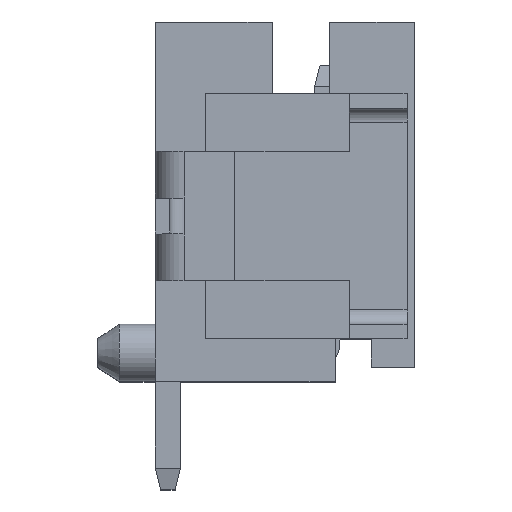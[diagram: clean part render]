
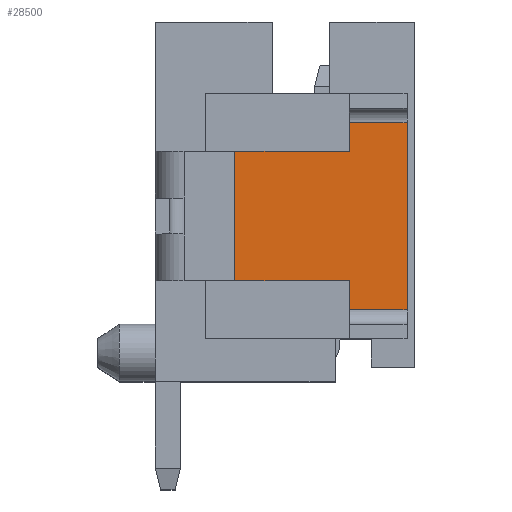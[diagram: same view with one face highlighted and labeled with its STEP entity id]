
A CAD part, top view. The second image highlights one B-rep face of the part: STEP entity #28500.
In plain terms, the highlighted planar face has unit normal (0, 0, 1).
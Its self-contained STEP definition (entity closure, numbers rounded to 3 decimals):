
#2620=CARTESIAN_POINT('',(0.283,1.27,14.15));
#2630=VERTEX_POINT('',#2620);
#2860=CARTESIAN_POINT('',(-0.417,1.27,14.15));
#2870=VERTEX_POINT('',#2860);
#2900=CARTESIAN_POINT('',(0.,1.27,14.15));
#2910=DIRECTION('',(1.,0.,0.));
#2920=VECTOR('',#2910,1.);
#2930=LINE('',#2900,#2920);
#2940=CARTESIAN_POINT('',(-0.751,1.27,14.15));
#2950=VERTEX_POINT('',#2940);
#2960=EDGE_CURVE('',#2950,#2870,#2930,.T.);
#3140=CARTESIAN_POINT('',(-0.917,1.27,14.15));
#3150=VERTEX_POINT('',#3140);
#3180=CARTESIAN_POINT('',(-1.167,1.27,14.15));
#3190=VERTEX_POINT('',#3180);
#3200=EDGE_CURVE('',#3190,#3150,#2930,.T.);
#5870=CARTESIAN_POINT('',(1.083,1.37,14.15));
#5880=VERTEX_POINT('',#5870);
#5910=CARTESIAN_POINT('',(-0.387,1.37,14.15));
#5920=DIRECTION('',(-1.,0.,0.));
#5930=VECTOR('',#5920,1.);
#5940=LINE('',#5910,#5930);
#5950=CARTESIAN_POINT('',(0.283,1.37,14.15));
#5960=VERTEX_POINT('',#5950);
#5970=EDGE_CURVE('',#5880,#5960,#5940,.T.);
#6620=CARTESIAN_POINT('',(0.283,-0.448,14.15));
#6630=DIRECTION('',(0.,-1.,0.));
#6640=VECTOR('',#6630,1.);
#6650=LINE('',#6620,#6640);
#6660=CARTESIAN_POINT('',(0.283,1.22,14.15));
#6670=VERTEX_POINT('',#6660);
#6680=EDGE_CURVE('',#2630,#6670,#6650,.T.);
#7640=CARTESIAN_POINT('',(-2.017,-0.83,14.15));
#7650=VERTEX_POINT('',#7640);
#7680=CARTESIAN_POINT('',(-0.387,-0.83,14.15));
#7690=DIRECTION('',(-1.,0.,0.));
#7700=VECTOR('',#7690,1.);
#7710=LINE('',#7680,#7700);
#7720=CARTESIAN_POINT('',(-1.417,-0.83,14.15));
#7730=VERTEX_POINT('',#7720);
#7740=EDGE_CURVE('',#7730,#7650,#7710,.T.);
#12780=CARTESIAN_POINT('',(0.283,0.,14.15));
#12790=DIRECTION('',(0.,1.,0.));
#12800=VECTOR('',#12790,1.);
#12810=LINE('',#12780,#12800);
#12820=EDGE_CURVE('',#2630,#5960,#12810,.T.);
#16440=CARTESIAN_POINT('',(-0.917,-1.13,14.15));
#16450=VERTEX_POINT('',#16440);
#16500=CARTESIAN_POINT('',(-0.917,-0.448,14.15))
;
#16510=DIRECTION('',(0.,-1.,0.));
#16520=VECTOR('',#16510,1.);
#16530=LINE('',#16500,#16520);
#16540=CARTESIAN_POINT('',(-0.917,-1.08,14.15));
#16550=VERTEX_POINT('',#16540);
#16560=EDGE_CURVE('',#16550,#16450,#16530,.T.);
#18050=CARTESIAN_POINT('',(0.283,-1.13,14.15));
#18060=VERTEX_POINT('',#18050);
#18090=CARTESIAN_POINT('',(0.283,0.,14.15));
#18100=DIRECTION('',(0.,1.,0.));
#18110=VECTOR('',#18100,1.);
#18120=LINE('',#18090,#18110);
#18130=CARTESIAN_POINT('',(0.283,-1.23,14.15));
#18140=VERTEX_POINT('',#18130);
#18150=EDGE_CURVE('',#18140,#18060,#18120,.T.);
#18540=CARTESIAN_POINT('',(-1.167,-1.13,14.15));
#18550=VERTEX_POINT('',#18540);
#18580=CARTESIAN_POINT('',(0.,-1.13,14.15));
#18590=DIRECTION('',(-1.,0.,0.));
#18600=VECTOR('',#18590,1.);
#18610=LINE('',#18580,#18600);
#18620=EDGE_CURVE('',#16450,#18550,#18610,.T.);
#18730=CARTESIAN_POINT('',(-0.751,-1.13,14.15));
#18740=VERTEX_POINT('',#18730);
#18770=CARTESIAN_POINT('',(-0.417,-1.13,14.15));
#18780=VERTEX_POINT('',#18770);
#18790=EDGE_CURVE('',#18780,#18740,#18610,.T.);
#20270=CARTESIAN_POINT('',(-2.017,1.77,14.15));
#20280=DIRECTION('',(0.,-1.,0.));
#20290=VECTOR('',#20280,1.);
#20300=LINE('',#20270,#20290);
#20310=CARTESIAN_POINT('',(-2.017,0.97,14.15));
#20320=VERTEX_POINT('',#20310);
#20330=EDGE_CURVE('',#20320,#7650,#20300,.T.);
#23010=CARTESIAN_POINT('',(-0.417,-0.448,14.15))
;
#23020=DIRECTION('',(0.,-1.,0.));
#23030=VECTOR('',#23020,1.);
#23040=LINE('',#23010,#23030);
#23050=CARTESIAN_POINT('',(-0.417,-1.08,14.15));
#23060=VERTEX_POINT('',#23050);
#23070=EDGE_CURVE('',#23060,#18780,#23040,.T.);
#26400=CARTESIAN_POINT('',(-1.417,-0.931,14.15));
#26410=VERTEX_POINT('',#26400);
#26440=CARTESIAN_POINT('',(-1.217,-0.917,14.15));
#26450=DIRECTION('',(0.,0.,-1.));
#26460=DIRECTION('',(0.,1.,0.));
#26470=AXIS2_PLACEMENT_3D('',#26440,#26450,#26460);
#26480=CIRCLE('',#26470,0.2);
#26490=CARTESIAN_POINT('',(-1.256,-1.113,14.15));
#26500=VERTEX_POINT('',#26490);
#26510=EDGE_CURVE('',#26500,#26410,#26480,.T.);
#27250=CARTESIAN_POINT('',(1.083,1.77,14.15));
#27260=DIRECTION('',(0.,0.,-1.));
#27270=DIRECTION('',(1.,0.,0.));
#27280=AXIS2_PLACEMENT_3D('',#27250,#27260,#27270);
#27290=PLANE('',#27280);
#27300=CARTESIAN_POINT('',(-1.417,-0.448,14.15));
#27310=DIRECTION('',(0.,1.,0.));
#27320=VECTOR('',#27310,1.);
#27330=LINE('',#27300,#27320);
#27340=CARTESIAN_POINT('',(-1.417,0.97,14.15));
#27350=VERTEX_POINT('',#27340);
#27360=CARTESIAN_POINT('',(-1.417,1.07,14.15));
#27370=VERTEX_POINT('',#27360);
#27380=EDGE_CURVE('',#27350,#27370,#27330,.T.);
#27390=ORIENTED_EDGE('',*,*,#27380,.F.);
#27400=CARTESIAN_POINT('',(-1.217,1.056,14.15));
#27410=DIRECTION('',(0.,0.,1.));
#27420=DIRECTION('',(0.,-1.,0.));
#27430=AXIS2_PLACEMENT_3D('',#27400,#27410,#27420);
#27440=CIRCLE('',#27430,0.2);
#27450=CARTESIAN_POINT('',(-1.256,1.252,14.15));
#27460=VERTEX_POINT('',#27450);
#27470=EDGE_CURVE('',#27460,#27370,#27440,.T.);
#27480=ORIENTED_EDGE('',*,*,#27470,.T.);
#27490=CARTESIAN_POINT('',(-0.387,1.426,14.15));
#27500=DIRECTION('',(0.981,0.196,
0.));
#27510=VECTOR('',#27500,1.);
#27520=LINE('',#27490,#27510);
#27530=EDGE_CURVE('',#27460,#3190,#27520,.T.);
#27540=ORIENTED_EDGE('',*,*,#27530,.F.);
#27550=ORIENTED_EDGE('',*,*,#3200,.F.);
#27560=CARTESIAN_POINT('',(-0.917,-0.448,14.15))
;
#27570=DIRECTION('',(0.,-1.,0.));
#27580=VECTOR('',#27570,1.);
#27590=LINE('',#27560,#27580);
#27600=CARTESIAN_POINT('',(-0.917,1.22,14.15));
#27610=VERTEX_POINT('',#27600);
#27620=EDGE_CURVE('',#3150,#27610,#27590,.T.);
#27630=ORIENTED_EDGE('',*,*,#27620,.F.);
#27640=CARTESIAN_POINT('',(-0.387,1.379,14.15));
#27650=DIRECTION('',(0.958,0.287,
0.));
#27660=VECTOR('',#27650,1.);
#27670=LINE('',#27640,#27660);
#27680=EDGE_CURVE('',#27610,#2950,#27670,.T.);
#27690=ORIENTED_EDGE('',*,*,#27680,.F.);
#27700=ORIENTED_EDGE('',*,*,#2960,.F.);
#27710=CARTESIAN_POINT('',(-0.417,-0.448,14.15))
;
#27720=DIRECTION('',(0.,-1.,0.));
#27730=VECTOR('',#27720,1.);
#27740=LINE('',#27710,#27730);
#27750=CARTESIAN_POINT('',(-0.417,1.22,14.15));
#27760=VERTEX_POINT('',#27750);
#27770=EDGE_CURVE('',#2870,#27760,#27740,.T.);
#27780=ORIENTED_EDGE('',*,*,#27770,.F.);
#27790=CARTESIAN_POINT('',(-0.387,1.22,14.15));
#27800=DIRECTION('',(1.,0.,0.));
#27810=VECTOR('',#27800,1.);
#27820=LINE('',#27790,#27810);
#27830=EDGE_CURVE('',#27760,#6670,#27820,.T.);
#27840=ORIENTED_EDGE('',*,*,#27830,.F.);
#27850=ORIENTED_EDGE('',*,*,#6680,.T.);
#27860=ORIENTED_EDGE('',*,*,#12820,.F.);
#27870=ORIENTED_EDGE('',*,*,#5970,.T.);
#27880=CARTESIAN_POINT('',(1.083,-0.448,14.15));
#27890=DIRECTION('',(0.,-1.,0.));
#27900=VECTOR('',#27890,1.);
#27910=LINE('',#27880,#27900);
#27920=CARTESIAN_POINT('',(1.083,-1.23,14.15));
#27930=VERTEX_POINT('',#27920);
#27940=EDGE_CURVE('',#5880,#27930,#27910,.T.);
#27950=ORIENTED_EDGE('',*,*,#27940,.F.);
#27960=CARTESIAN_POINT('',(-0.387,-1.23,14.15));
#27970=DIRECTION('',(1.,0.,0.));
#27980=VECTOR('',#27970,1.);
#27990=LINE('',#27960,#27980);
#28000=EDGE_CURVE('',#18140,#27930,#27990,.T.);
#28010=ORIENTED_EDGE('',*,*,#28000,.T.);
#28020=ORIENTED_EDGE('',*,*,#18150,.F.);
#28030=CARTESIAN_POINT('',(0.283,-0.448,14.15));
#28040=DIRECTION('',(0.,-1.,0.));
#28050=VECTOR('',#28040,1.);
#28060=LINE('',#28030,#28050);
#28070=CARTESIAN_POINT('',(0.283,-1.08,14.15));
#28080=VERTEX_POINT('',#28070);
#28090=EDGE_CURVE('',#28080,#18060,#28060,.T.);
#28100=ORIENTED_EDGE('',*,*,#28090,.T.);
#28110=CARTESIAN_POINT('',(-0.387,-1.08,14.15));
#28120=DIRECTION('',(-1.,0.,0.));
#28130=VECTOR('',#28120,1.);
#28140=LINE('',#28110,#28130);
#28150=EDGE_CURVE('',#28080,#23060,#28140,.T.);
#28160=ORIENTED_EDGE('',*,*,#28150,.F.);
#28170=ORIENTED_EDGE('',*,*,#23070,.F.);
#28180=ORIENTED_EDGE('',*,*,#18790,.F.);
#28190=CARTESIAN_POINT('',(-0.387,-1.24,14.15));
#28200=DIRECTION('',(-0.958,0.287,
0.));
#28210=VECTOR('',#28200,1.);
#28220=LINE('',#28190,#28210);
#28230=EDGE_CURVE('',#18740,#16550,#28220,.T.);
#28240=ORIENTED_EDGE('',*,*,#28230,.F.);
#28250=ORIENTED_EDGE('',*,*,#16560,.F.);
#28260=ORIENTED_EDGE('',*,*,#18620,.F.);
#28270=CARTESIAN_POINT('',(-0.387,-1.287,14.15));
#28280=DIRECTION('',(-0.981,0.196,
0.));
#28290=VECTOR('',#28280,1.);
#28300=LINE('',#28270,#28290);
#28310=EDGE_CURVE('',#18550,#26500,#28300,.T.);
#28320=ORIENTED_EDGE('',*,*,#28310,.F.);
#28330=ORIENTED_EDGE('',*,*,#26510,.F.);
#28340=CARTESIAN_POINT('',(-1.417,-0.448,14.15));
#28350=DIRECTION('',(0.,1.,0.));
#28360=VECTOR('',#28350,1.);
#28370=LINE('',#28340,#28360);
#28380=EDGE_CURVE('',#26410,#7730,#28370,.T.);
#28390=ORIENTED_EDGE('',*,*,#28380,.F.);
#28400=ORIENTED_EDGE('',*,*,#7740,.F.);
#28410=ORIENTED_EDGE('',*,*,#20330,.T.);
#28420=CARTESIAN_POINT('',(-0.387,0.97,14.15));
#28430=DIRECTION('',(1.,0.,0.));
#28440=VECTOR('',#28430,1.);
#28450=LINE('',#28420,#28440);
#28460=EDGE_CURVE('',#20320,#27350,#28450,.T.);
#28470=ORIENTED_EDGE('',*,*,#28460,.F.);
#28480=EDGE_LOOP('',(#28470,#28410,#28400,#28390,#28330,#28320,#28260,
#28250,#28240,#28180,#28170,#28160,#28100,#28020,#28010,#27950,#27870,
#27860,#27850,#27840,#27780,#27700,#27690,#27630,#27550,#27540,#27480,
#27390));
#28490=FACE_OUTER_BOUND('',#28480,.T.);
#28500=ADVANCED_FACE('',(#28490),#27290,.F.);
